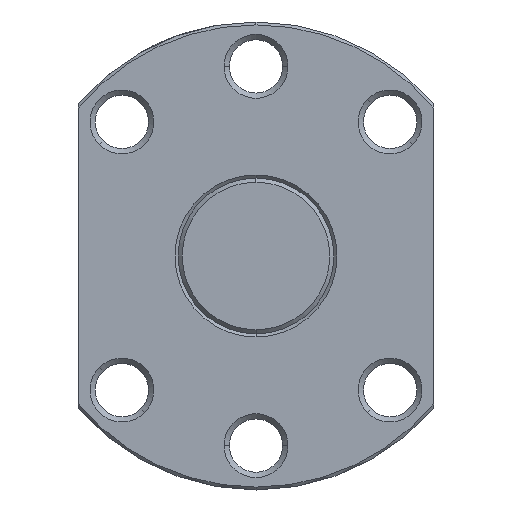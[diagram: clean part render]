
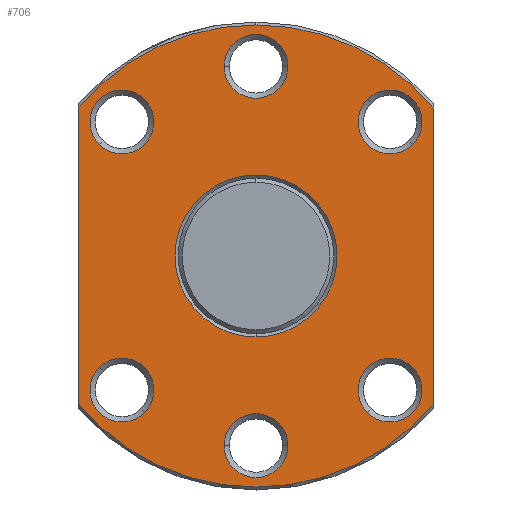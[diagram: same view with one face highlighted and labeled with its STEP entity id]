
A CAD part, left-side view. The second image highlights one B-rep face of the part: STEP entity #706.
In plain terms, the highlighted planar face has unit normal (-1, 0, 0).
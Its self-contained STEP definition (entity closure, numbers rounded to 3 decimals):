
#396=VERTEX_POINT('',#1130);
#416=VERTEX_POINT('',#1153);
#418=EDGE_CURVE('',#582,#472,#1155,.T.);
#420=EDGE_CURVE('',#508,#606,#1157,.T.);
#426=VERTEX_POINT('',#1163);
#440=EDGE_CURVE('',#472,#664,#1180,.T.);
#472=VERTEX_POINT('',#1215);
#476=VERTEX_POINT('',#1219);
#484=VERTEX_POINT('',#1228);
#486=VERTEX_POINT('',#1230);
#490=VERTEX_POINT('',#1234);
#508=VERTEX_POINT('',#1254);
#582=VERTEX_POINT('',#1337);
#584=EDGE_CURVE('',#582,#490,#1339,.T.);
#596=EDGE_CURVE('',#1014,#484,#1354,.T.);
#606=VERTEX_POINT('',#1364);
#642=EDGE_CURVE('',#426,#486,#1406,.T.);
#664=VERTEX_POINT('',#1432);
#690=EDGE_CURVE('',#716,#490,#1462,.T.);
#706=ADVANCED_FACE('',(#1482,#1483,#1484,#1485,#1486,#1487,#1488,#1489),#1490,.T.);
#716=VERTEX_POINT('',#1500);
#746=EDGE_CURVE('',#794,#416,#1536,.T.);
#784=VERTEX_POINT('',#1579);
#794=VERTEX_POINT('',#1590);
#796=EDGE_CURVE('',#484,#1014,#1592,.T.);
#852=EDGE_CURVE('',#902,#664,#1659,.T.);
#890=VERTEX_POINT('',#1701);
#902=VERTEX_POINT('',#1714);
#906=EDGE_CURVE('',#486,#426,#1719,.T.);
#910=EDGE_CURVE('',#606,#508,#1724,.T.);
#928=EDGE_CURVE('',#1006,#476,#1742,.T.);
#952=EDGE_CURVE('',#396,#1072,#1767,.T.);
#962=EDGE_CURVE('',#416,#794,#1778,.T.);
#982=EDGE_CURVE('',#1072,#396,#1799,.T.);
#1006=VERTEX_POINT('',#1827);
#1012=EDGE_CURVE('',#476,#1006,#1835,.T.);
#1014=VERTEX_POINT('',#1837);
#1018=EDGE_CURVE('',#890,#784,#1841,.T.);
#1026=EDGE_CURVE('',#902,#716,#1849,.T.);
#1072=VERTEX_POINT('',#1898);
#1096=EDGE_CURVE('',#784,#890,#1924,.T.);
#1130=CARTESIAN_POINT('',(25.0,-19.417,-13.817));
#1153=CARTESIAN_POINT('',(25.0,-3.96,-23.5));
#1155=CIRCLE('',#1992,28.642);
#1157=CIRCLE('',#1995,3.96);
#1163=CARTESIAN_POINT('',(25.0,13.817,-19.417));
#1180=CIRCLE('',#2024,28.642);
#1215=CARTESIAN_POINT('',(25.0,0.,28.642));
#1219=CARTESIAN_POINT('',(25.0,0.0,10.036));
#1228=CARTESIAN_POINT('',(25.0,3.96,23.5));
#1230=CARTESIAN_POINT('',(25.0,19.417,-13.817));
#1234=CARTESIAN_POINT('',(25.0,22.0,-18.34));
#1254=CARTESIAN_POINT('',(25.0,13.817,19.417));
#1337=CARTESIAN_POINT('',(25.0,22.0,18.34));
#1339=LINE('',#2234,#2235);
#1354=CIRCLE('',#2253,3.96);
#1364=CARTESIAN_POINT('',(25.0,19.417,13.817));
#1406=CIRCLE('',#2335,3.96);
#1432=CARTESIAN_POINT('',(25.0,-22.0,18.34));
#1462=CIRCLE('',#2417,28.642);
#1482=FACE_BOUND('',#2443,.T.);
#1483=FACE_OUTER_BOUND('',#2444,.T.);
#1484=FACE_BOUND('',#2445,.T.);
#1485=FACE_BOUND('',#2446,.T.);
#1486=FACE_BOUND('',#2447,.T.);
#1487=FACE_BOUND('',#2448,.T.);
#1488=FACE_BOUND('',#2449,.T.);
#1489=FACE_BOUND('',#2450,.T.);
#1490=PLANE('',#2451);
#1500=CARTESIAN_POINT('',(25.0,0.,-28.642));
#1536=CIRCLE('',#2518,3.96);
#1579=CARTESIAN_POINT('',(25.0,-13.817,19.417));
#1590=CARTESIAN_POINT('',(25.0,3.96,-23.5));
#1592=CIRCLE('',#2600,3.96);
#1659=LINE('',#2715,#2716);
#1701=CARTESIAN_POINT('',(25.0,-19.417,13.817));
#1714=CARTESIAN_POINT('',(25.0,-22.0,-18.34));
#1719=CIRCLE('',#2794,3.96);
#1724=CIRCLE('',#2800,3.96);
#1742=CIRCLE('',#2867,10.036);
#1767=CIRCLE('',#2911,3.96);
#1778=CIRCLE('',#2929,3.96);
#1799=CIRCLE('',#2959,3.96);
#1827=CARTESIAN_POINT('',(25.0,0.,-10.036));
#1835=CIRCLE('',#3002,10.036);
#1837=CARTESIAN_POINT('',(25.0,-3.96,23.5));
#1841=CIRCLE('',#3011,3.96);
#1849=CIRCLE('',#3023,28.642);
#1898=CARTESIAN_POINT('',(25.0,-13.817,-19.417));
#1924=CIRCLE('',#3125,3.96);
#1992=AXIS2_PLACEMENT_3D('',#3170,#3171,#3172);
#1995=AXIS2_PLACEMENT_3D('',#3173,#3174,#3175);
#2024=AXIS2_PLACEMENT_3D('',#3210,#3211,#3212);
#2234=CARTESIAN_POINT('',(25.0,22.0,7.161));
#2235=VECTOR('',#3386,1.0);
#2253=AXIS2_PLACEMENT_3D('',#3416,#3417,#3418);
#2335=AXIS2_PLACEMENT_3D('',#3476,#3477,#3478);
#2417=AXIS2_PLACEMENT_3D('',#3558,#3559,#3560);
#2443=EDGE_LOOP('',(#3596,#3597));
#2444=EDGE_LOOP('',(#3598,#3599,#3600,#3601,#3602,#3603));
#2445=EDGE_LOOP('',(#3604,#3605));
#2446=EDGE_LOOP('',(#3606,#3607));
#2447=EDGE_LOOP('',(#3608,#3609));
#2448=EDGE_LOOP('',(#3610,#3611));
#2449=EDGE_LOOP('',(#3612,#3613));
#2450=EDGE_LOOP('',(#3614,#3615));
#2451=AXIS2_PLACEMENT_3D('',#3616,#3617,#3618);
#2518=AXIS2_PLACEMENT_3D('',#3686,#3687,#3688);
#2600=AXIS2_PLACEMENT_3D('',#3754,#3755,#3756);
#2715=CARTESIAN_POINT('',(25.0,-22.0,7.161));
#2716=VECTOR('',#3828,1.0);
#2794=AXIS2_PLACEMENT_3D('',#3908,#3909,#3910);
#2800=AXIS2_PLACEMENT_3D('',#3919,#3920,#3921);
#2867=AXIS2_PLACEMENT_3D('',#3935,#3936,#3937);
#2911=AXIS2_PLACEMENT_3D('',#3955,#3956,#3957);
#2929=AXIS2_PLACEMENT_3D('',#3967,#3968,#3969);
#2959=AXIS2_PLACEMENT_3D('',#3987,#3988,#3989);
#3002=AXIS2_PLACEMENT_3D('',#4050,#4051,#4052);
#3011=AXIS2_PLACEMENT_3D('',#4054,#4055,#4056);
#3023=AXIS2_PLACEMENT_3D('',#4061,#4062,#4063);
#3125=AXIS2_PLACEMENT_3D('',#4136,#4137,#4138);
#3170=CARTESIAN_POINT('',(25.0,0.0,0.0));
#3171=DIRECTION('',(1.0,0.0,-0.0));
#3172=DIRECTION('',(0.0,0.0,1.0));
#3173=CARTESIAN_POINT('',(25.0,16.617,16.617));
#3174=DIRECTION('',(1.0,0.0,0.));
#3175=DIRECTION('',(0.,0.707,-0.707));
#3210=CARTESIAN_POINT('',(25.0,0.0,0.0));
#3211=DIRECTION('',(1.0,0.0,-0.0));
#3212=DIRECTION('',(0.0,0.0,1.0));
#3386=DIRECTION('',(0.,0.0,-1.0));
#3416=CARTESIAN_POINT('',(25.0,0.0,23.5));
#3417=DIRECTION('',(1.0,0.0,0.));
#3418=DIRECTION('',(0.0,1.0,0.0));
#3476=CARTESIAN_POINT('',(25.0,16.617,-16.617));
#3477=DIRECTION('',(1.0,0.0,0.));
#3478=DIRECTION('',(0.,-0.707,-0.707));
#3558=CARTESIAN_POINT('',(25.0,0.0,0.0));
#3559=DIRECTION('',(1.0,0.0,-0.0));
#3560=DIRECTION('',(0.0,0.0,1.0));
#3596=ORIENTED_EDGE('',*,*,#1012,.T.);
#3597=ORIENTED_EDGE('',*,*,#928,.T.);
#3598=ORIENTED_EDGE('',*,*,#584,.T.);
#3599=ORIENTED_EDGE('',*,*,#690,.F.);
#3600=ORIENTED_EDGE('',*,*,#1026,.F.);
#3601=ORIENTED_EDGE('',*,*,#852,.T.);
#3602=ORIENTED_EDGE('',*,*,#440,.F.);
#3603=ORIENTED_EDGE('',*,*,#418,.F.);
#3604=ORIENTED_EDGE('',*,*,#952,.T.);
#3605=ORIENTED_EDGE('',*,*,#982,.T.);
#3606=ORIENTED_EDGE('',*,*,#962,.T.);
#3607=ORIENTED_EDGE('',*,*,#746,.T.);
#3608=ORIENTED_EDGE('',*,*,#642,.T.);
#3609=ORIENTED_EDGE('',*,*,#906,.T.);
#3610=ORIENTED_EDGE('',*,*,#910,.T.);
#3611=ORIENTED_EDGE('',*,*,#420,.T.);
#3612=ORIENTED_EDGE('',*,*,#796,.T.);
#3613=ORIENTED_EDGE('',*,*,#596,.T.);
#3614=ORIENTED_EDGE('',*,*,#1096,.T.);
#3615=ORIENTED_EDGE('',*,*,#1018,.T.);
#3616=CARTESIAN_POINT('',(25.0,0.0,14.321));
#3617=DIRECTION('',(-1.0,0.0,0.));
#3618=DIRECTION('',(0.,0.0,-1.0));
#3686=CARTESIAN_POINT('',(25.0,0.0,-23.5));
#3687=DIRECTION('',(1.0,0.0,0.));
#3688=DIRECTION('',(0.0,-1.0,0.0));
#3754=CARTESIAN_POINT('',(25.0,0.0,23.5));
#3755=DIRECTION('',(1.0,0.0,0.));
#3756=DIRECTION('',(0.0,1.0,0.0));
#3828=DIRECTION('',(0.,0.0,1.0));
#3908=CARTESIAN_POINT('',(25.0,16.617,-16.617));
#3909=DIRECTION('',(1.0,0.0,0.));
#3910=DIRECTION('',(0.,-0.707,-0.707));
#3919=CARTESIAN_POINT('',(25.0,16.617,16.617));
#3920=DIRECTION('',(1.0,0.0,0.));
#3921=DIRECTION('',(0.,0.707,-0.707));
#3935=CARTESIAN_POINT('',(25.0,0.0,0.0));
#3936=DIRECTION('',(1.0,0.0,0.));
#3937=DIRECTION('',(0.,0.0,1.0));
#3955=CARTESIAN_POINT('',(25.0,-16.617,-16.617));
#3956=DIRECTION('',(1.0,0.0,0.));
#3957=DIRECTION('',(0.,-0.707,0.707));
#3967=CARTESIAN_POINT('',(25.0,0.0,-23.5));
#3968=DIRECTION('',(1.0,0.0,0.));
#3969=DIRECTION('',(0.0,-1.0,0.0));
#3987=CARTESIAN_POINT('',(25.0,-16.617,-16.617));
#3988=DIRECTION('',(1.0,0.0,0.));
#3989=DIRECTION('',(0.,-0.707,0.707));
#4050=CARTESIAN_POINT('',(25.0,0.0,0.0));
#4051=DIRECTION('',(1.0,0.0,0.));
#4052=DIRECTION('',(0.,0.0,1.0));
#4054=CARTESIAN_POINT('',(25.0,-16.617,16.617));
#4055=DIRECTION('',(1.0,0.0,0.));
#4056=DIRECTION('',(0.,0.707,0.707));
#4061=CARTESIAN_POINT('',(25.0,0.0,0.0));
#4062=DIRECTION('',(1.0,0.0,-0.0));
#4063=DIRECTION('',(0.0,0.0,1.0));
#4136=CARTESIAN_POINT('',(25.0,-16.617,16.617));
#4137=DIRECTION('',(1.0,0.0,0.));
#4138=DIRECTION('',(0.,0.707,0.707));
